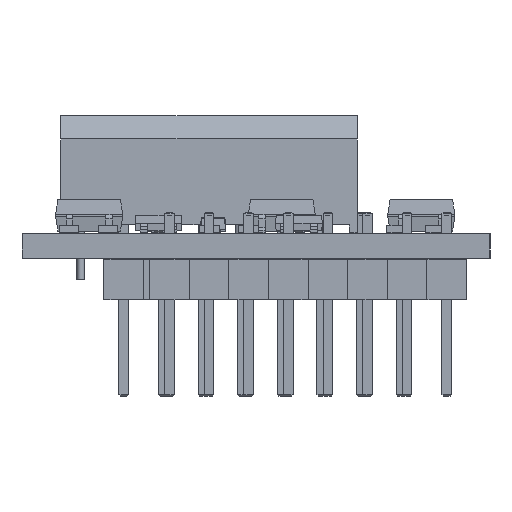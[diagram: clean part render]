
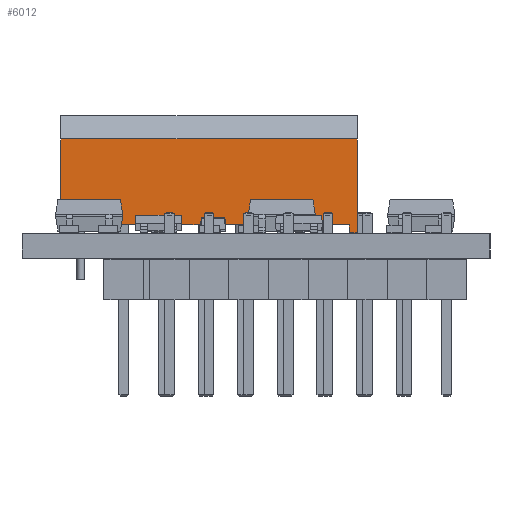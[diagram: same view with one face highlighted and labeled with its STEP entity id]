
A CAD part, left-side view. The second image highlights one B-rep face of the part: STEP entity #6012.
In plain terms, the highlighted face is planar.
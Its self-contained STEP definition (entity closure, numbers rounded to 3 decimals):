
#5314 = PLANE('',#5315);
#5315 = AXIS2_PLACEMENT_3D('',#5316,#5317,#5318);
#5316 = CARTESIAN_POINT('',(-2.5,2.5,0.));
#5317 = DIRECTION('',(-1.,0.,0.));
#5318 = DIRECTION('',(0.,-1.,0.));
#5423 = VERTEX_POINT('',#5424);
#5424 = CARTESIAN_POINT('',(-2.5,2.5,5.5));
#5438 = PLANE('',#5439);
#5439 = AXIS2_PLACEMENT_3D('',#5440,#5441,#5442);
#5440 = CARTESIAN_POINT('',(22.5,2.5,5.5));
#5441 = DIRECTION('',(0.,0.707,0.707)
  );
#5442 = DIRECTION('',(-1.,0.,0.));
#5450 = EDGE_CURVE('',#5451,#5423,#5453,.T.);
#5451 = VERTEX_POINT('',#5452);
#5452 = CARTESIAN_POINT('',(-2.5,2.5,-0.5));
#5453 = SURFACE_CURVE('',#5454,(#5458,#5465),.PCURVE_S1.);
#5454 = LINE('',#5455,#5456);
#5455 = CARTESIAN_POINT('',(-2.5,2.5,-0.5));
#5456 = VECTOR('',#5457,1.);
#5457 = DIRECTION('',(0.,0.,1.));
#5458 = PCURVE('',#5314,#5459);
#5459 = DEFINITIONAL_REPRESENTATION('',(#5460),#5464);
#5460 = LINE('',#5461,#5462);
#5461 = CARTESIAN_POINT('',(0.,-0.5));
#5462 = VECTOR('',#5463,1.);
#5463 = DIRECTION('',(0.,1.));
#5464 = ( GEOMETRIC_REPRESENTATION_CONTEXT(2) 
PARAMETRIC_REPRESENTATION_CONTEXT() REPRESENTATION_CONTEXT('2D SPACE',''
  ) );
#5465 = PCURVE('',#5466,#5471);
#5466 = PLANE('',#5467);
#5467 = AXIS2_PLACEMENT_3D('',#5468,#5469,#5470);
#5468 = CARTESIAN_POINT('',(16.5,2.5,0.));
#5469 = DIRECTION('',(0.,1.,-0.));
#5470 = DIRECTION('',(-1.,0.,0.));
#5471 = DEFINITIONAL_REPRESENTATION('',(#5472),#5476);
#5472 = LINE('',#5473,#5474);
#5473 = CARTESIAN_POINT('',(19.,-0.5));
#5474 = VECTOR('',#5475,1.);
#5475 = DIRECTION('',(0.,1.));
#5476 = ( GEOMETRIC_REPRESENTATION_CONTEXT(2) 
PARAMETRIC_REPRESENTATION_CONTEXT() REPRESENTATION_CONTEXT('2D SPACE',''
  ) );
#5494 = PLANE('',#5495);
#5495 = AXIS2_PLACEMENT_3D('',#5496,#5497,#5498);
#5496 = CARTESIAN_POINT('',(0.,0.,-0.5));
#5497 = DIRECTION('',(-0.,0.,-1.));
#5498 = DIRECTION('',(-1.,0.,0.));
#5665 = PLANE('',#5666);
#5666 = AXIS2_PLACEMENT_3D('',#5667,#5668,#5669);
#5667 = CARTESIAN_POINT('',(-2.,2.5,0.));
#5668 = DIRECTION('',(1.,0.,0.));
#5669 = DIRECTION('',(0.,-1.,0.));
#5693 = PLANE('',#5694);
#5694 = AXIS2_PLACEMENT_3D('',#5695,#5696,#5697);
#5695 = CARTESIAN_POINT('',(0.,0.,0.));
#5696 = DIRECTION('',(0.,0.,1.));
#5697 = DIRECTION('',(1.,0.,-0.));
#5721 = PLANE('',#5722);
#5722 = AXIS2_PLACEMENT_3D('',#5723,#5724,#5725);
#5723 = CARTESIAN_POINT('',(16.,-2.5,0.));
#5724 = DIRECTION('',(-1.,0.,0.));
#5725 = DIRECTION('',(0.,1.,0.));
#5749 = PLANE('',#5750);
#5750 = AXIS2_PLACEMENT_3D('',#5751,#5752,#5753);
#5751 = CARTESIAN_POINT('',(0.,0.,-0.5));
#5752 = DIRECTION('',(-0.,0.,-1.));
#5753 = DIRECTION('',(-1.,0.,0.));
#5777 = PLANE('',#5778);
#5778 = AXIS2_PLACEMENT_3D('',#5779,#5780,#5781);
#5779 = CARTESIAN_POINT('',(16.5,-2.5,0.));
#5780 = DIRECTION('',(1.,0.,0.));
#5781 = DIRECTION('',(-0.,1.,0.));
#5967 = EDGE_CURVE('',#5968,#5423,#5970,.T.);
#5968 = VERTEX_POINT('',#5969);
#5969 = CARTESIAN_POINT('',(16.5,2.5,5.5));
#5970 = SURFACE_CURVE('',#5971,(#5975,#5982),.PCURVE_S1.);
#5971 = LINE('',#5972,#5973);
#5972 = CARTESIAN_POINT('',(16.5,2.5,5.5));
#5973 = VECTOR('',#5974,1.);
#5974 = DIRECTION('',(-1.,0.,0.));
#5975 = PCURVE('',#5438,#5976);
#5976 = DEFINITIONAL_REPRESENTATION('',(#5977),#5981);
#5977 = LINE('',#5978,#5979);
#5978 = CARTESIAN_POINT('',(6.,0.));
#5979 = VECTOR('',#5980,1.);
#5980 = DIRECTION('',(1.,0.));
#5981 = ( GEOMETRIC_REPRESENTATION_CONTEXT(2) 
PARAMETRIC_REPRESENTATION_CONTEXT() REPRESENTATION_CONTEXT('2D SPACE',''
  ) );
#5982 = PCURVE('',#5466,#5983);
#5983 = DEFINITIONAL_REPRESENTATION('',(#5984),#5988);
#5984 = LINE('',#5985,#5986);
#5985 = CARTESIAN_POINT('',(0.,5.5));
#5986 = VECTOR('',#5987,1.);
#5987 = DIRECTION('',(1.,0.));
#5988 = ( GEOMETRIC_REPRESENTATION_CONTEXT(2) 
PARAMETRIC_REPRESENTATION_CONTEXT() REPRESENTATION_CONTEXT('2D SPACE',''
  ) );
#6012 = ADVANCED_FACE('',(#6013),#5466,.T.);
#6013 = FACE_BOUND('',#6014,.T.);
#6014 = EDGE_LOOP('',(#6015,#6016,#6039,#6062,#6085,#6108,#6131,#6152));
#6015 = ORIENTED_EDGE('',*,*,#5967,.F.);
#6016 = ORIENTED_EDGE('',*,*,#6017,.F.);
#6017 = EDGE_CURVE('',#6018,#5968,#6020,.T.);
#6018 = VERTEX_POINT('',#6019);
#6019 = CARTESIAN_POINT('',(16.5,2.5,-0.5));
#6020 = SURFACE_CURVE('',#6021,(#6025,#6032),.PCURVE_S1.);
#6021 = LINE('',#6022,#6023);
#6022 = CARTESIAN_POINT('',(16.5,2.5,-0.5));
#6023 = VECTOR('',#6024,1.);
#6024 = DIRECTION('',(0.,0.,1.));
#6025 = PCURVE('',#5466,#6026);
#6026 = DEFINITIONAL_REPRESENTATION('',(#6027),#6031);
#6027 = LINE('',#6028,#6029);
#6028 = CARTESIAN_POINT('',(0.,-0.5));
#6029 = VECTOR('',#6030,1.);
#6030 = DIRECTION('',(0.,1.));
#6031 = ( GEOMETRIC_REPRESENTATION_CONTEXT(2) 
PARAMETRIC_REPRESENTATION_CONTEXT() REPRESENTATION_CONTEXT('2D SPACE',''
  ) );
#6032 = PCURVE('',#5777,#6033);
#6033 = DEFINITIONAL_REPRESENTATION('',(#6034),#6038);
#6034 = LINE('',#6035,#6036);
#6035 = CARTESIAN_POINT('',(5.,-0.5));
#6036 = VECTOR('',#6037,1.);
#6037 = DIRECTION('',(0.,1.));
#6038 = ( GEOMETRIC_REPRESENTATION_CONTEXT(2) 
PARAMETRIC_REPRESENTATION_CONTEXT() REPRESENTATION_CONTEXT('2D SPACE',''
  ) );
#6039 = ORIENTED_EDGE('',*,*,#6040,.F.);
#6040 = EDGE_CURVE('',#6041,#6018,#6043,.T.);
#6041 = VERTEX_POINT('',#6042);
#6042 = CARTESIAN_POINT('',(16.,2.5,-0.5));
#6043 = SURFACE_CURVE('',#6044,(#6048,#6055),.PCURVE_S1.);
#6044 = LINE('',#6045,#6046);
#6045 = CARTESIAN_POINT('',(16.,2.5,-0.5));
#6046 = VECTOR('',#6047,1.);
#6047 = DIRECTION('',(1.,0.,0.));
#6048 = PCURVE('',#5466,#6049);
#6049 = DEFINITIONAL_REPRESENTATION('',(#6050),#6054);
#6050 = LINE('',#6051,#6052);
#6051 = CARTESIAN_POINT('',(0.5,-0.5));
#6052 = VECTOR('',#6053,1.);
#6053 = DIRECTION('',(-1.,0.));
#6054 = ( GEOMETRIC_REPRESENTATION_CONTEXT(2) 
PARAMETRIC_REPRESENTATION_CONTEXT() REPRESENTATION_CONTEXT('2D SPACE',''
  ) );
#6055 = PCURVE('',#5749,#6056);
#6056 = DEFINITIONAL_REPRESENTATION('',(#6057),#6061);
#6057 = LINE('',#6058,#6059);
#6058 = CARTESIAN_POINT('',(-16.,2.5));
#6059 = VECTOR('',#6060,1.);
#6060 = DIRECTION('',(-1.,0.));
#6061 = ( GEOMETRIC_REPRESENTATION_CONTEXT(2) 
PARAMETRIC_REPRESENTATION_CONTEXT() REPRESENTATION_CONTEXT('2D SPACE',''
  ) );
#6062 = ORIENTED_EDGE('',*,*,#6063,.F.);
#6063 = EDGE_CURVE('',#6064,#6041,#6066,.T.);
#6064 = VERTEX_POINT('',#6065);
#6065 = CARTESIAN_POINT('',(16.,2.5,0.));
#6066 = SURFACE_CURVE('',#6067,(#6071,#6078),.PCURVE_S1.);
#6067 = LINE('',#6068,#6069);
#6068 = CARTESIAN_POINT('',(16.,2.5,0.));
#6069 = VECTOR('',#6070,1.);
#6070 = DIRECTION('',(0.,0.,-1.));
#6071 = PCURVE('',#5466,#6072);
#6072 = DEFINITIONAL_REPRESENTATION('',(#6073),#6077);
#6073 = LINE('',#6074,#6075);
#6074 = CARTESIAN_POINT('',(0.5,0.));
#6075 = VECTOR('',#6076,1.);
#6076 = DIRECTION('',(0.,-1.));
#6077 = ( GEOMETRIC_REPRESENTATION_CONTEXT(2) 
PARAMETRIC_REPRESENTATION_CONTEXT() REPRESENTATION_CONTEXT('2D SPACE',''
  ) );
#6078 = PCURVE('',#5721,#6079);
#6079 = DEFINITIONAL_REPRESENTATION('',(#6080),#6084);
#6080 = LINE('',#6081,#6082);
#6081 = CARTESIAN_POINT('',(5.,0.));
#6082 = VECTOR('',#6083,1.);
#6083 = DIRECTION('',(0.,1.));
#6084 = ( GEOMETRIC_REPRESENTATION_CONTEXT(2) 
PARAMETRIC_REPRESENTATION_CONTEXT() REPRESENTATION_CONTEXT('2D SPACE',''
  ) );
#6085 = ORIENTED_EDGE('',*,*,#6086,.T.);
#6086 = EDGE_CURVE('',#6064,#6087,#6089,.T.);
#6087 = VERTEX_POINT('',#6088);
#6088 = CARTESIAN_POINT('',(-2.,2.5,0.));
#6089 = SURFACE_CURVE('',#6090,(#6094,#6101),.PCURVE_S1.);
#6090 = LINE('',#6091,#6092);
#6091 = CARTESIAN_POINT('',(16.,2.5,0.));
#6092 = VECTOR('',#6093,1.);
#6093 = DIRECTION('',(-1.,0.,0.));
#6094 = PCURVE('',#5466,#6095);
#6095 = DEFINITIONAL_REPRESENTATION('',(#6096),#6100);
#6096 = LINE('',#6097,#6098);
#6097 = CARTESIAN_POINT('',(0.5,0.));
#6098 = VECTOR('',#6099,1.);
#6099 = DIRECTION('',(1.,0.));
#6100 = ( GEOMETRIC_REPRESENTATION_CONTEXT(2) 
PARAMETRIC_REPRESENTATION_CONTEXT() REPRESENTATION_CONTEXT('2D SPACE',''
  ) );
#6101 = PCURVE('',#5693,#6102);
#6102 = DEFINITIONAL_REPRESENTATION('',(#6103),#6107);
#6103 = LINE('',#6104,#6105);
#6104 = CARTESIAN_POINT('',(16.,2.5));
#6105 = VECTOR('',#6106,1.);
#6106 = DIRECTION('',(-1.,0.));
#6107 = ( GEOMETRIC_REPRESENTATION_CONTEXT(2) 
PARAMETRIC_REPRESENTATION_CONTEXT() REPRESENTATION_CONTEXT('2D SPACE',''
  ) );
#6108 = ORIENTED_EDGE('',*,*,#6109,.T.);
#6109 = EDGE_CURVE('',#6087,#6110,#6112,.T.);
#6110 = VERTEX_POINT('',#6111);
#6111 = CARTESIAN_POINT('',(-2.,2.5,-0.5));
#6112 = SURFACE_CURVE('',#6113,(#6117,#6124),.PCURVE_S1.);
#6113 = LINE('',#6114,#6115);
#6114 = CARTESIAN_POINT('',(-2.,2.5,0.));
#6115 = VECTOR('',#6116,1.);
#6116 = DIRECTION('',(0.,0.,-1.));
#6117 = PCURVE('',#5466,#6118);
#6118 = DEFINITIONAL_REPRESENTATION('',(#6119),#6123);
#6119 = LINE('',#6120,#6121);
#6120 = CARTESIAN_POINT('',(18.5,0.));
#6121 = VECTOR('',#6122,1.);
#6122 = DIRECTION('',(0.,-1.));
#6123 = ( GEOMETRIC_REPRESENTATION_CONTEXT(2) 
PARAMETRIC_REPRESENTATION_CONTEXT() REPRESENTATION_CONTEXT('2D SPACE',''
  ) );
#6124 = PCURVE('',#5665,#6125);
#6125 = DEFINITIONAL_REPRESENTATION('',(#6126),#6130);
#6126 = LINE('',#6127,#6128);
#6127 = CARTESIAN_POINT('',(0.,0.));
#6128 = VECTOR('',#6129,1.);
#6129 = DIRECTION('',(0.,1.));
#6130 = ( GEOMETRIC_REPRESENTATION_CONTEXT(2) 
PARAMETRIC_REPRESENTATION_CONTEXT() REPRESENTATION_CONTEXT('2D SPACE',''
  ) );
#6131 = ORIENTED_EDGE('',*,*,#6132,.F.);
#6132 = EDGE_CURVE('',#5451,#6110,#6133,.T.);
#6133 = SURFACE_CURVE('',#6134,(#6138,#6145),.PCURVE_S1.);
#6134 = LINE('',#6135,#6136);
#6135 = CARTESIAN_POINT('',(-2.5,2.5,-0.5));
#6136 = VECTOR('',#6137,1.);
#6137 = DIRECTION('',(1.,0.,0.));
#6138 = PCURVE('',#5466,#6139);
#6139 = DEFINITIONAL_REPRESENTATION('',(#6140),#6144);
#6140 = LINE('',#6141,#6142);
#6141 = CARTESIAN_POINT('',(19.,-0.5));
#6142 = VECTOR('',#6143,1.);
#6143 = DIRECTION('',(-1.,0.));
#6144 = ( GEOMETRIC_REPRESENTATION_CONTEXT(2) 
PARAMETRIC_REPRESENTATION_CONTEXT() REPRESENTATION_CONTEXT('2D SPACE',''
  ) );
#6145 = PCURVE('',#5494,#6146);
#6146 = DEFINITIONAL_REPRESENTATION('',(#6147),#6151);
#6147 = LINE('',#6148,#6149);
#6148 = CARTESIAN_POINT('',(2.5,2.5));
#6149 = VECTOR('',#6150,1.);
#6150 = DIRECTION('',(-1.,0.));
#6151 = ( GEOMETRIC_REPRESENTATION_CONTEXT(2) 
PARAMETRIC_REPRESENTATION_CONTEXT() REPRESENTATION_CONTEXT('2D SPACE',''
  ) );
#6152 = ORIENTED_EDGE('',*,*,#5450,.T.);
